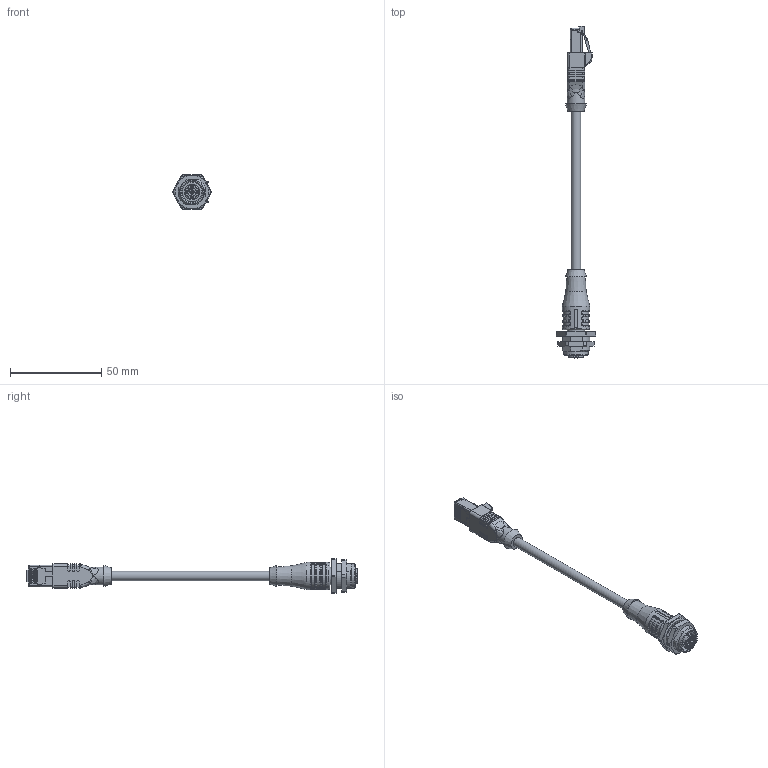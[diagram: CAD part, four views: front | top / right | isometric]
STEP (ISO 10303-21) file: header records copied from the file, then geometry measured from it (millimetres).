
FILE_DESCRIPTION(/* description */ (''),/* implementation_level */ '2;1');
FILE_NAME(/* name */ 'IE-FKFDSX8.066-1-IE-RJ45SS8.stp',/* time_stamp */ '2016-04-28T11:47:37+02:00',/* author */ (''),/* organization */ (''),/* preprocessor_version */ 'ST-DEVELOPER v16',/* originating_system */ 'SIEMENS PLM Software NX 10.0',/* authorisation */ '');
FILE_SCHEMA (('AUTOMOTIVE_DESIGN { 1 0 10303 214 3 1 1 1 }'));
Length unit declared in the file: millimetre
Products named in the file (1): 5022168_Leitung_part_191298
Bounding box: 21.5 x 182.28 x 19 mm (x, y, z)
Volume: 13120.1 mm3; surface area: 8112.5 mm2
Topology: 1 solids, 5 shells, 1333 faces, 3825 edges, 2519 vertices
Faces by surface type: plane 752, cylinder 409, bspline 79, torus 71, cone 18, sphere 4
Full cylindrical faces by diameter (mm): 1.3 x8, 5.2 x1, 9.4 x1, 9.6 x1, 10.92 x2, 13.4 x1, 15 x1
Entity records: 46860 total; most frequent: CARTESIAN_POINT 11857, ORIENTED_EDGE 7388, DIRECTION 7094, EDGE_CURVE 3694, LINE 2578, VECTOR 2578, VERTEX_POINT 2377, AXIS2_PLACEMENT_3D 2258
